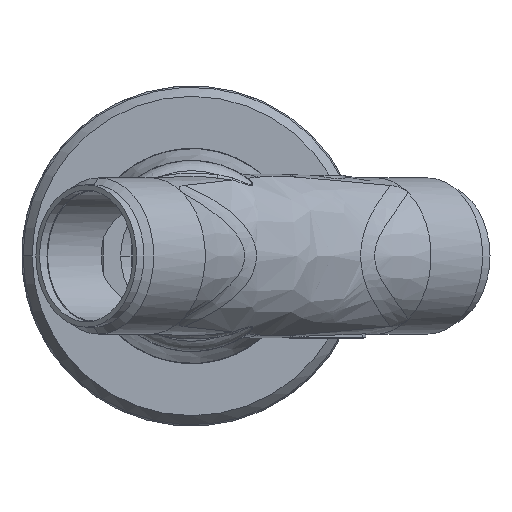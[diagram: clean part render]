
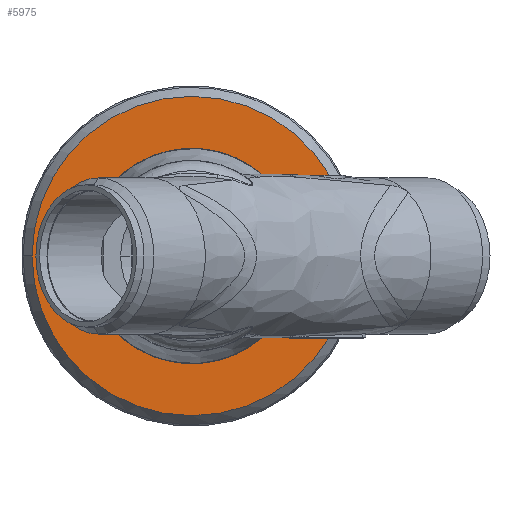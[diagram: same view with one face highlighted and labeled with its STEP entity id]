
A CAD part, front view. The second image highlights one B-rep face of the part: STEP entity #5975.
In plain terms, the highlighted planar face has unit normal (0, -1, 0).
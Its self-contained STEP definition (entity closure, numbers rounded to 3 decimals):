
#1190 = VERTEX_POINT ( 'NONE', #2944 ) ;
#2130 = EDGE_CURVE ( 'NONE', #10818, #1190, #6866, .T. ) ;
#2393 = DIRECTION ( 'NONE',  ( 0., 0., -1. ) ) ;
#2511 = VERTEX_POINT ( 'NONE', #13999 ) ;
#2944 = CARTESIAN_POINT ( 'NONE',  ( -13.44, -13.763, -19.509 ) ) ;
#3133 = AXIS2_PLACEMENT_3D ( 'NONE', #12038, #8530, #2393 ) ;
#3519 = DIRECTION ( 'NONE',  ( 0., 0., -1. ) ) ;
#4213 = DIRECTION ( 'NONE',  ( 0., -1., 0. ) ) ;
#4349 = AXIS2_PLACEMENT_3D ( 'NONE', #14136, #15273, #8009 ) ;
#5443 = DIRECTION ( 'NONE',  ( 0., 0., -1. ) ) ;
#5822 = CIRCLE ( 'NONE', #8165, 46.009 ) ;
#5975 = ADVANCED_FACE ( 'NONE', ( #13279, #8729 ), #13683, .F. ) ;
#6404 = EDGE_CURVE ( 'NONE', #11629, #2511, #5822, .T. ) ;
#6866 = CIRCLE ( 'NONE', #4349, 19.509 ) ;
#7327 = CARTESIAN_POINT ( 'NONE',  ( -13.44, -13.763, 0. ) ) ;
#7435 = DIRECTION ( 'NONE',  ( 0., 1., 0. ) ) ;
#7962 = ORIENTED_EDGE ( 'NONE', *, *, #6404, .T. ) ;
#8009 = DIRECTION ( 'NONE',  ( 0., 0., -1. ) ) ;
#8165 = AXIS2_PLACEMENT_3D ( 'NONE', #7327, #8578, #3519 ) ;
#8194 = AXIS2_PLACEMENT_3D ( 'NONE', #10309, #4213, #5443 ) ;
#8276 = EDGE_LOOP ( 'NONE', ( #11213, #15703 ) ) ;
#8283 = EDGE_CURVE ( 'NONE', #2511, #11629, #10250, .T. ) ;
#8530 = DIRECTION ( 'NONE',  ( 0., -1., 0. ) ) ;
#8578 = DIRECTION ( 'NONE',  ( 0., -1., 0. ) ) ;
#8729 = FACE_OUTER_BOUND ( 'NONE', #15588, .T. ) ;
#8738 = DIRECTION ( 'NONE',  ( 0., 0., 1. ) ) ;
#10059 = CARTESIAN_POINT ( 'NONE',  ( -13.44, -13.763, 46.009 ) ) ;
#10250 = CIRCLE ( 'NONE', #8194, 46.009 ) ;
#10309 = CARTESIAN_POINT ( 'NONE',  ( -13.44, -13.763, 0. ) ) ;
#10818 = VERTEX_POINT ( 'NONE', #12972 ) ;
#11213 = ORIENTED_EDGE ( 'NONE', *, *, #15613, .F. ) ;
#11629 = VERTEX_POINT ( 'NONE', #10059 ) ;
#11664 = AXIS2_PLACEMENT_3D ( 'NONE', #12398, #7435, #8738 ) ;
#12038 = CARTESIAN_POINT ( 'NONE',  ( -13.44, -13.763, 0. ) ) ;
#12398 = CARTESIAN_POINT ( 'NONE',  ( -38.332, -13.763, 0. ) ) ;
#12774 = CIRCLE ( 'NONE', #3133, 19.509 ) ;
#12972 = CARTESIAN_POINT ( 'NONE',  ( -13.44, -13.763, 19.509 ) ) ;
#13279 = FACE_BOUND ( 'NONE', #8276, .T. ) ;
#13683 = PLANE ( 'NONE',  #11664 ) ;
#13999 = CARTESIAN_POINT ( 'NONE',  ( -13.44, -13.763, -46.009 ) ) ;
#14136 = CARTESIAN_POINT ( 'NONE',  ( -13.44, -13.763, 0. ) ) ;
#15177 = ORIENTED_EDGE ( 'NONE', *, *, #8283, .T. ) ;
#15273 = DIRECTION ( 'NONE',  ( 0., -1., 0. ) ) ;
#15588 = EDGE_LOOP ( 'NONE', ( #7962, #15177 ) ) ;
#15613 = EDGE_CURVE ( 'NONE', #1190, #10818, #12774, .T. ) ;
#15703 = ORIENTED_EDGE ( 'NONE', *, *, #2130, .F. ) ;
